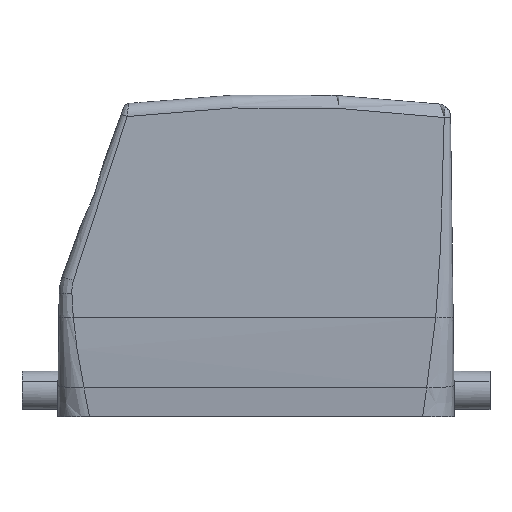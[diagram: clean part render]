
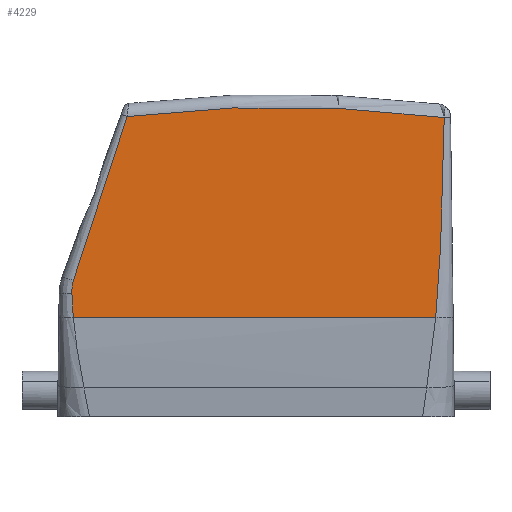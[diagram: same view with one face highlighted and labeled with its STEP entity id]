
A CAD part, left-side view. The second image highlights one B-rep face of the part: STEP entity #4229.
In plain terms, the highlighted planar face has unit normal (-1, 0, 0).
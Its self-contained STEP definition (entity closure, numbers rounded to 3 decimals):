
#4182=AXIS2_PLACEMENT_3D('Plane Axis2P3D',#4179,#4180,#4181) ;
#4186=AXIS2_PLACEMENT_3D('Circle Axis2P3D',#4184,#4185,$) ;
#2373=CARTESIAN_POINT('Vertex',(0.,12.761,23.338)) ;
#2396=CARTESIAN_POINT('Line Origine',(0.,54.769,23.338)) ;
#2400=CARTESIAN_POINT('Vertex',(0.,97.941,23.338)) ;
#2821=CARTESIAN_POINT('Control Point',(0.,98.271,28.961)) ;
#2822=CARTESIAN_POINT('Control Point',(0.,98.222,27.839)) ;
#2823=CARTESIAN_POINT('Control Point',(0.,98.171,26.714)) ;
#2824=CARTESIAN_POINT('Control Point',(0.,98.109,25.589)) ;
#2825=CARTESIAN_POINT('Control Point',(0.,98.033,24.463)) ;
#2826=CARTESIAN_POINT('Control Point',(0.,97.941,23.338)) ;
#2827=CARTESIAN_POINT('Vertex',(0.,98.271,28.961)) ;
#3592=CARTESIAN_POINT('Vertex',(0.,10.764,70.328)) ;
#3936=CARTESIAN_POINT('Control Point',(0.,10.764,70.328)) ;
#3937=CARTESIAN_POINT('Control Point',(0.,10.765,70.261)) ;
#3938=CARTESIAN_POINT('Control Point',(0.,10.767,70.195)) ;
#3939=CARTESIAN_POINT('Control Point',(0.,10.768,70.127)) ;
#3940=CARTESIAN_POINT('Control Point',(0.,10.771,69.922)) ;
#3941=CARTESIAN_POINT('Control Point',(0.,10.775,69.701)) ;
#3942=CARTESIAN_POINT('Control Point',(0.,10.777,69.597)) ;
#3943=CARTESIAN_POINT('Control Point',(0.,10.78,69.372)) ;
#3944=CARTESIAN_POINT('Control Point',(0.,10.784,69.147)) ;
#3945=CARTESIAN_POINT('Control Point',(0.,10.787,68.989)) ;
#3946=CARTESIAN_POINT('Control Point',(0.,10.792,68.674)) ;
#3947=CARTESIAN_POINT('Control Point',(0.,10.798,68.359)) ;
#3948=CARTESIAN_POINT('Control Point',(0.,10.801,68.201)) ;
#3949=CARTESIAN_POINT('Control Point',(0.,10.812,67.57)) ;
#3950=CARTESIAN_POINT('Control Point',(0.,10.823,66.938)) ;
#3951=CARTESIAN_POINT('Control Point',(0.,10.832,66.464)) ;
#3952=CARTESIAN_POINT('Control Point',(0.,10.85,65.517)) ;
#3953=CARTESIAN_POINT('Control Point',(0.,10.869,64.569)) ;
#3954=CARTESIAN_POINT('Control Point',(0.,10.878,64.095)) ;
#3955=CARTESIAN_POINT('Control Point',(0.,10.908,62.674)) ;
#3956=CARTESIAN_POINT('Control Point',(0.,10.939,61.253)) ;
#3957=CARTESIAN_POINT('Control Point',(0.,10.961,60.306)) ;
#3958=CARTESIAN_POINT('Control Point',(0.,11.041,57.015)) ;
#3959=CARTESIAN_POINT('Control Point',(0.,11.132,53.726)) ;
#3960=CARTESIAN_POINT('Control Point',(0.,11.203,51.384)) ;
#3961=CARTESIAN_POINT('Control Point',(0.,11.342,47.065)) ;
#3962=CARTESIAN_POINT('Control Point',(0.,11.503,42.748)) ;
#3963=CARTESIAN_POINT('Control Point',(0.,11.581,40.772)) ;
#3964=CARTESIAN_POINT('Control Point',(0.,11.711,37.803)) ;
#3965=CARTESIAN_POINT('Control Point',(0.,11.865,34.835)) ;
#3966=CARTESIAN_POINT('Control Point',(0.,11.919,33.862)) ;
#3967=CARTESIAN_POINT('Control Point',(0.,12.08,31.16)) ;
#3968=CARTESIAN_POINT('Control Point',(0.,12.279,28.46)) ;
#3969=CARTESIAN_POINT('Control Point',(0.,12.423,26.752)) ;
#3970=CARTESIAN_POINT('Control Point',(0.,12.584,25.045)) ;
#3971=CARTESIAN_POINT('Control Point',(0.,12.761,23.338)) ;
#4179=CARTESIAN_POINT('Axis2P3D Location',(0.,-11.059,-37.643)) ;
#4184=CARTESIAN_POINT('Axis2P3D Location',(0.,49.,-224.2)) ;
#4188=CARTESIAN_POINT('Vertex',(0.,85.27,70.577)) ;
#4192=CARTESIAN_POINT('Control Point',(0.,85.27,70.577)) ;
#4193=CARTESIAN_POINT('Control Point',(0.,85.402,70.193)) ;
#4194=CARTESIAN_POINT('Control Point',(0.,85.534,69.808)) ;
#4195=CARTESIAN_POINT('Control Point',(0.,85.55,69.763)) ;
#4196=CARTESIAN_POINT('Control Point',(0.,85.79,69.061)) ;
#4197=CARTESIAN_POINT('Control Point',(0.,86.031,68.359)) ;
#4198=CARTESIAN_POINT('Control Point',(0.,86.139,68.042)) ;
#4199=CARTESIAN_POINT('Control Point',(0.,87.781,63.242)) ;
#4200=CARTESIAN_POINT('Control Point',(0.,89.404,58.435)) ;
#4201=CARTESIAN_POINT('Control Point',(0.,90.884,53.955)) ;
#4202=CARTESIAN_POINT('Control Point',(0.,92.604,48.693)) ;
#4203=CARTESIAN_POINT('Control Point',(0.,94.303,43.422)) ;
#4204=CARTESIAN_POINT('Control Point',(0.,94.568,42.599)) ;
#4205=CARTESIAN_POINT('Control Point',(0.,95.396,40.019)) ;
#4206=CARTESIAN_POINT('Control Point',(0.,96.218,37.438)) ;
#4207=CARTESIAN_POINT('Control Point',(0.,96.789,35.635)) ;
#4208=CARTESIAN_POINT('Control Point',(0.,97.36,33.815)) ;
#4209=CARTESIAN_POINT('Control Point',(0.,97.925,31.992)) ;
#4210=CARTESIAN_POINT('Vertex',(0.,97.925,31.992)) ;
#4214=CARTESIAN_POINT('Control Point',(0.,97.925,31.992)) ;
#4215=CARTESIAN_POINT('Control Point',(0.,98.098,31.403)) ;
#4216=CARTESIAN_POINT('Control Point',(0.,98.221,30.799)) ;
#4217=CARTESIAN_POINT('Control Point',(0.,98.292,30.186)) ;
#4218=CARTESIAN_POINT('Control Point',(0.,98.308,29.571)) ;
#4219=CARTESIAN_POINT('Control Point',(0.,98.271,28.961)) ;
#2397=DIRECTION('Vector Direction',(0.,-1.,0.)) ;
#4180=DIRECTION('Axis2P3D Direction',(-1.,0.,0.)) ;
#4181=DIRECTION('Axis2P3D XDirection',(0.,-0.317,0.949)) ;
#4185=DIRECTION('Axis2P3D Direction',(-1.,0.,0.)) ;
#2398=VECTOR('Line Direction',#2397,1.) ;
#4222=ORIENTED_EDGE('',*,*,#4190,.T.) ;
#4223=ORIENTED_EDGE('',*,*,#4212,.F.) ;
#4224=ORIENTED_EDGE('',*,*,#4220,.F.) ;
#4225=ORIENTED_EDGE('',*,*,#2829,.F.) ;
#4226=ORIENTED_EDGE('',*,*,#2402,.T.) ;
#4227=ORIENTED_EDGE('',*,*,#3972,.T.) ;
#4229=ADVANCED_FACE('Hood',(#4228),#4183,.T.) ;
#2820=B_SPLINE_CURVE_WITH_KNOTS('',5,(#2821,#2822,#2823,#2824,#2825,#2826),.UNSPECIFIED.,.F.,.U.,(6,6),(81.523,87.149),.UNSPECIFIED.) ;
#3935=B_SPLINE_CURVE_WITH_KNOTS('',5,(#3936,#3937,#3938,#3939,#3940,#3941,#3942,#3943,#3944,#3945,#3946,#3947,#3948,#3949,#3950,#3951,#3952,#3953,#3954,#3955,#3956,#3957,#3958,#3959,#3960,#3961,#3962,#3963,#3964,#3965,#3966,#3967,#3968,#3969,#3970,#3971),.UNSPECIFIED.,.F.,.U.,(6,3,3,3,3,3,3,3,3,3,3,6),(8.249,8.589,8.929,9.717,10.506,12.88,15.254,20.001,31.754,41.679,46.667,55.257),.UNSPECIFIED.) ;
#4191=B_SPLINE_CURVE_WITH_KNOTS('',5,(#4192,#4193,#4194,#4195,#4196,#4197,#4198,#4199,#4200,#4201,#4202,#4203,#4204,#4205,#4206,#4207,#4208,#4209),.UNSPECIFIED.,.F.,.U.,(6,3,3,3,3,6),(0.,2.876,5.244,38.724,44.38,57.867),.UNSPECIFIED.) ;
#4213=B_SPLINE_CURVE_WITH_KNOTS('',5,(#4214,#4215,#4216,#4217,#4218,#4219),.UNSPECIFIED.,.F.,.U.,(6,6),(0.,4.343),.UNSPECIFIED.) ;
#4187=CIRCLE('generated circle',#4186,297.) ;
#2402=EDGE_CURVE('',#2401,#2374,#2399,.T.) ;
#2829=EDGE_CURVE('',#2401,#2828,#2820,.F.) ;
#3972=EDGE_CURVE('',#2374,#3593,#3935,.F.) ;
#4190=EDGE_CURVE('',#3593,#4189,#4187,.T.) ;
#4212=EDGE_CURVE('',#4211,#4189,#4191,.F.) ;
#4220=EDGE_CURVE('',#2828,#4211,#4213,.F.) ;
#4221=EDGE_LOOP('',(#4222,#4223,#4224,#4225,#4226,#4227)) ;
#4228=FACE_OUTER_BOUND('',#4221,.T.) ;
#2399=LINE('Line',#2396,#2398) ;
#4183=PLANE('',#4182) ;
#2374=VERTEX_POINT('',#2373) ;
#2401=VERTEX_POINT('',#2400) ;
#2828=VERTEX_POINT('',#2827) ;
#3593=VERTEX_POINT('',#3592) ;
#4189=VERTEX_POINT('',#4188) ;
#4211=VERTEX_POINT('',#4210) ;
